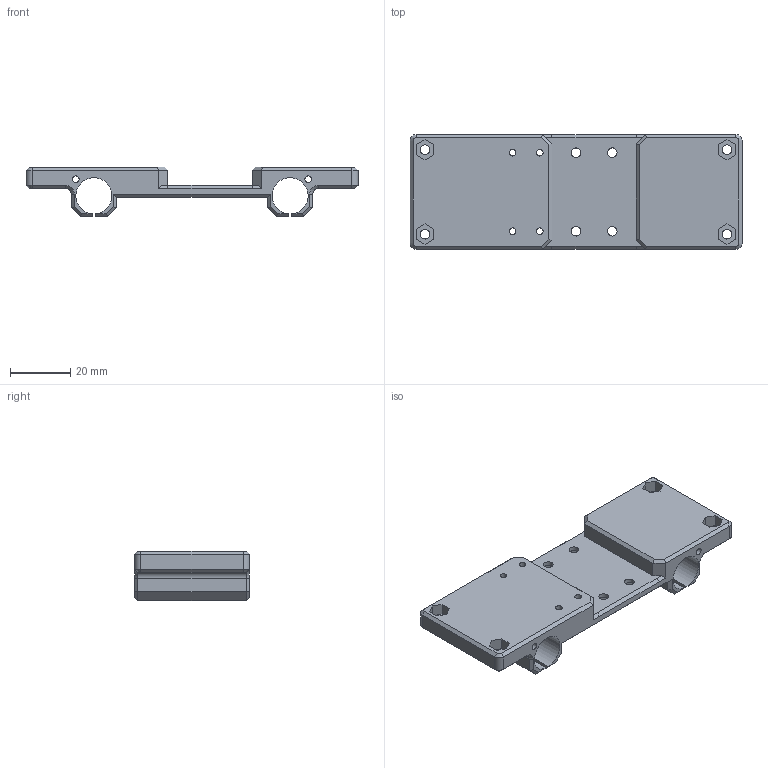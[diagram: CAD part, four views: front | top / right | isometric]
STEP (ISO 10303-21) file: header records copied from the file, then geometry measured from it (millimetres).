
FILE_DESCRIPTION(('FreeCAD Model'),'2;1');
FILE_NAME('Open CASCADE Shape Model','2024-05-25T10:39:23',(''),(''), 'Open CASCADE STEP processor 7.6','FreeCAD','Unknown');
FILE_SCHEMA(('AUTOMOTIVE_DESIGN { 1 0 10303 214 1 1 1 1 }'));
Length unit declared in the file: millimetre
Products named in the file (1): frog
Bounding box: 110 x 38 x 16.5 mm (x, y, z)
Volume: 28266.1 mm3; surface area: 15529.7 mm2
Topology: 1 solids, 1 shells, 172 faces, 438 edges, 276 vertices
Faces by surface type: plane 134, cylinder 22, cone 12, bspline 4
Full cylindrical faces by diameter (mm): 2.2 x6, 3.2 x8
Entity records: 10744 total; most frequent: CARTESIAN_POINT 2183, DIRECTION 1470, LINE 1010, VECTOR 1010, ORIENTED_EDGE 876, PCURVE 876, DEFINITIONAL_REPRESENTATION 876, EDGE_CURVE 438
